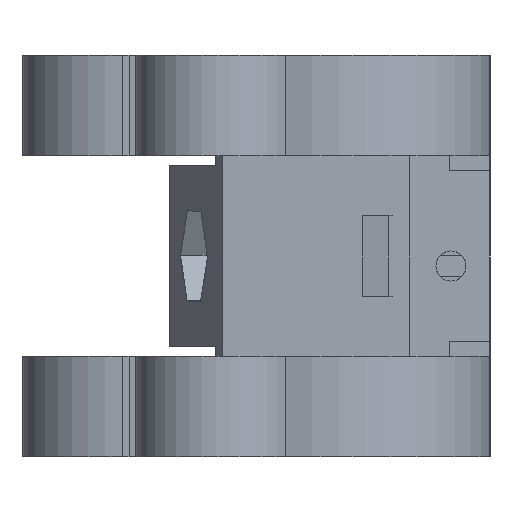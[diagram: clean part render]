
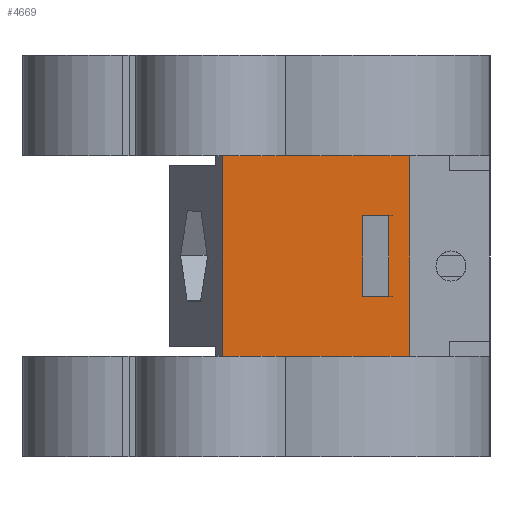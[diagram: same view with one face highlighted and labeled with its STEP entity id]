
A CAD part, left-side view. The second image highlights one B-rep face of the part: STEP entity #4669.
In plain terms, the highlighted planar face has unit normal (-1, 0, 0).
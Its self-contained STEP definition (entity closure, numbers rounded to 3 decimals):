
#44=FACE_BOUND('',#722,.T.);
#236=PLANE('',#5006);
#465=FACE_OUTER_BOUND('',#721,.T.);
#721=EDGE_LOOP('',(#4377,#4378,#4379,#4380));
#722=EDGE_LOOP('',(#4381,#4382,#4383,#4384));
#733=LINE('',#6262,#1310);
#752=LINE('',#6339,#1329);
#794=LINE('',#6463,#1371);
#1293=LINE('',#7542,#1870);
#1297=LINE('',#7556,#1874);
#1300=LINE('',#7565,#1877);
#1302=LINE('',#7569,#1879);
#1303=LINE('',#7572,#1880);
#1310=VECTOR('',#5049,10.);
#1329=VECTOR('',#5112,10.);
#1371=VECTOR('',#5222,10.);
#1870=VECTOR('',#6183,10.);
#1874=VECTOR('',#6197,10.);
#1877=VECTOR('',#6206,10.);
#1879=VECTOR('',#6212,10.);
#1880=VECTOR('',#6217,10.);
#1979=VERTEX_POINT('',#6259);
#1980=VERTEX_POINT('',#6261);
#2015=VERTEX_POINT('',#6336);
#2016=VERTEX_POINT('',#6338);
#2398=VERTEX_POINT('',#7539);
#2399=VERTEX_POINT('',#7541);
#2404=VERTEX_POINT('',#7555);
#2407=VERTEX_POINT('',#7563);
#2424=EDGE_CURVE('',#1979,#1980,#733,.T.);
#2462=EDGE_CURVE('',#2015,#2016,#752,.T.);
#2525=EDGE_CURVE('',#1979,#2016,#794,.T.);
#3056=EDGE_CURVE('',#2399,#2398,#1293,.T.);
#3063=EDGE_CURVE('',#2404,#2399,#1297,.T.);
#3068=EDGE_CURVE('',#2407,#2398,#1300,.T.);
#3071=EDGE_CURVE('',#2407,#2404,#1302,.T.);
#3072=EDGE_CURVE('',#1980,#2015,#1303,.T.);
#4377=ORIENTED_EDGE('',*,*,#2525,.T.);
#4378=ORIENTED_EDGE('',*,*,#2462,.F.);
#4379=ORIENTED_EDGE('',*,*,#3072,.F.);
#4380=ORIENTED_EDGE('',*,*,#2424,.F.);
#4381=ORIENTED_EDGE('',*,*,#3071,.T.);
#4382=ORIENTED_EDGE('',*,*,#3063,.T.);
#4383=ORIENTED_EDGE('',*,*,#3056,.T.);
#4384=ORIENTED_EDGE('',*,*,#3068,.F.);
#4669=ADVANCED_FACE('',(#465,#44),#236,.T.);
#5006=AXIS2_PLACEMENT_3D('',#7571,#6215,#6216);
#5049=DIRECTION('',(0.,-1.,0.));
#5112=DIRECTION('',(0.,1.,0.));
#5222=DIRECTION('',(0.,0.,-1.));
#6183=DIRECTION('',(0.,0.,-1.));
#6197=DIRECTION('',(0.,-1.,0.));
#6206=DIRECTION('',(0.,-1.,0.));
#6212=DIRECTION('',(0.,0.,1.));
#6215=DIRECTION('center_axis',(-1.,0.,0.));
#6216=DIRECTION('ref_axis',(0.,0.,1.));
#6217=DIRECTION('',(0.,0.,-1.));
#6259=CARTESIAN_POINT('',(50.,5.333,15.));
#6261=CARTESIAN_POINT('',(50.,-4.,15.));
#6262=CARTESIAN_POINT('',(50.,-8.,15.));
#6336=CARTESIAN_POINT('',(50.,-4.,5.));
#6338=CARTESIAN_POINT('',(50.,5.333,5.));
#6339=CARTESIAN_POINT('',(50.,-8.,5.));
#6463=CARTESIAN_POINT('',(50.,5.333,0.));
#7539=CARTESIAN_POINT('',(50.,-2.961,8.));
#7541=CARTESIAN_POINT('',(50.,-2.961,12.));
#7542=CARTESIAN_POINT('',(50.,-2.961,2.75));
#7555=CARTESIAN_POINT('',(50.,-1.644,12.));
#7556=CARTESIAN_POINT('',(50.,-7.505,12.));
#7563=CARTESIAN_POINT('',(50.,-1.644,8.));
#7565=CARTESIAN_POINT('',(50.,-2.961,8.));
#7569=CARTESIAN_POINT('',(50.,-1.644,2.75));
#7571=CARTESIAN_POINT('Origin',(50.,-8.,0.));
#7572=CARTESIAN_POINT('',(50.,-4.,5.));
